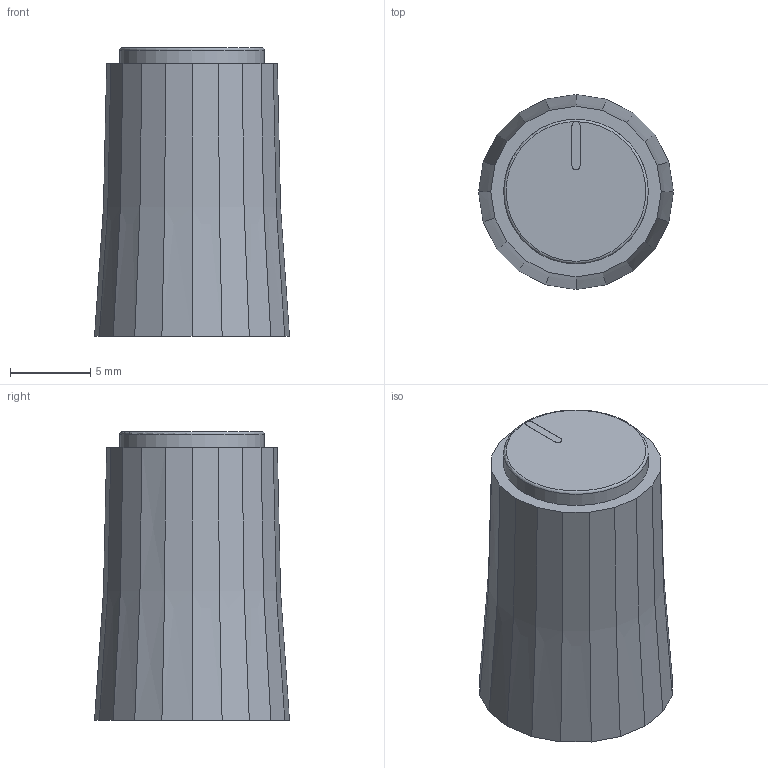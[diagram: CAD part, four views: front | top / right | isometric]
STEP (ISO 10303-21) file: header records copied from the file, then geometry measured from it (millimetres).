
FILE_DESCRIPTION(('FreeCAD Model'),'2;1');
FILE_NAME('Open CASCADE Shape Model','2024-03-14T16:46:30',('FreeCAD'),( 'FreeCAD'),'Open CASCADE STEP processor 7.6','FreeCAD','Unknown');
FILE_SCHEMA(('AUTOMOTIVE_DESIGN { 1 0 10303 214 1 1 1 1 }'));
Length unit declared in the file: millimetre
Products named in the file (1): Open CASCADE STEP translator 7.6 2
Bounding box: 12.15 x 12.15 x 18.01 mm (x, y, z)
Volume: 1090.2 mm3; surface area: 1357.1 mm2
Topology: 1 solids, 1 shells, 139 faces, 389 edges, 254 vertices
Faces by surface type: plane 62, bspline 60, cylinder 8, cone 7, torus 2
Entity records: 9779 total; most frequent: CARTESIAN_POINT 6802, ORIENTED_EDGE 778, EDGE_CURVE 389, DIRECTION 366, VERTEX_POINT 254, B_SPLINE_CURVE_WITH_KNOTS 236, FACE_BOUND 142, EDGE_LOOP 142
